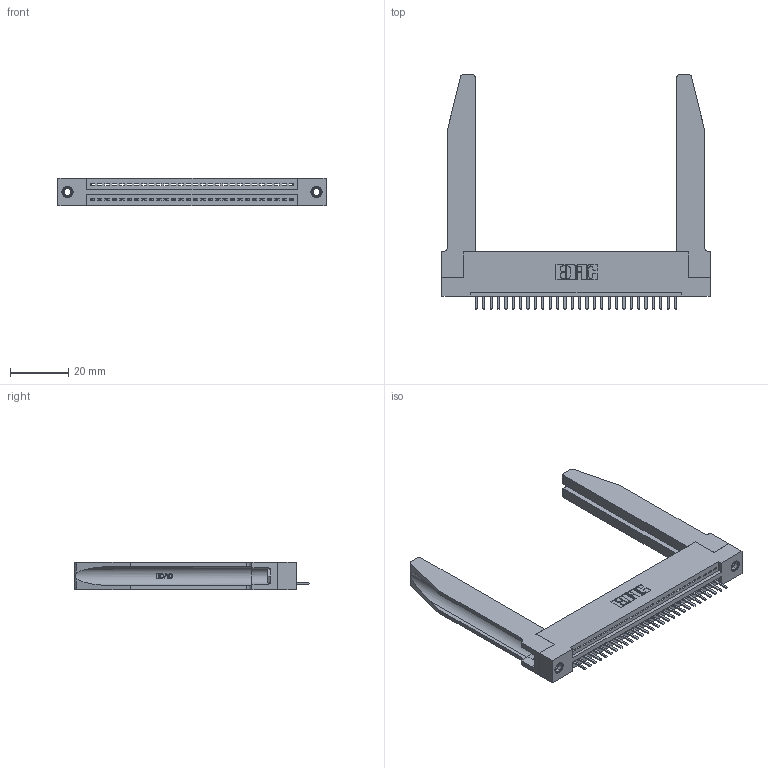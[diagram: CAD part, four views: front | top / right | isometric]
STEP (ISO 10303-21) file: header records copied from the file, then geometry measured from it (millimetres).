
FILE_DESCRIPTION (( 'STEP AP203' ), '1' );
FILE_NAME ('395-028-520-178.STEP', '2019-10-19T03:12:33', ( '' ), ( '' ), 'SwSTEP 2.0', 'SolidWorks 2016', '' );
FILE_SCHEMA (( 'CONFIG_CONTROL_DESIGN' ));
Length unit declared in the file: inch
Products named in the file (5): 345-220-078_345-220-078; 345-292-001_345-293-120; 345 Part_Flush Mounting Lugs - 0.156 Dia-TH; 345-250-001_345-250-001-102; 395-028-520-178
Assembly tree (33 placements, depth 2):
  395-028-520-178
    345 Part_Flush Mounting Lugs - 0.156 Dia-TH
    345-292-001_345-293-120  x28
    345-250-001_345-250-001-102  x2
    345-220-078_345-220-078  x2
Bounding box: 92.35 x 80.64 x 9.4 mm (x, y, z)
Volume: 16347.2 mm3; surface area: 17789.5 mm2
Topology: 33 solids, 33 shells, 2096 faces, 6101 edges, 3982 vertices
Faces by surface type: plane 1398, cylinder 646, bspline 36, cone 12, torus 4
Entity records: 27812 total; most frequent: CARTESIAN_POINT 5727, ORIENTED_EDGE 4574, DIRECTION 4017, EDGE_CURVE 2287, VECTOR 1945, LINE 1945, VERTEX_POINT 1516, AXIS2_PLACEMENT_3D 1036
